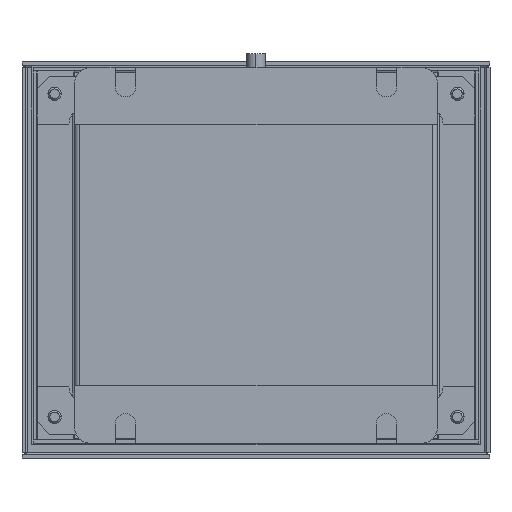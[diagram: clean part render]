
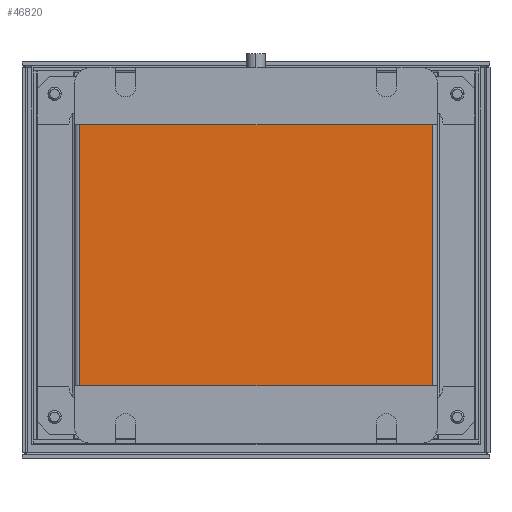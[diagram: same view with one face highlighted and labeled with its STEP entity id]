
A CAD part, front view. The second image highlights one B-rep face of the part: STEP entity #46820.
In plain terms, the highlighted planar face has unit normal (0, -1, 0).
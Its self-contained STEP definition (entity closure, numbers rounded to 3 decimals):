
#534 = LINE ( 'NONE', #38500, #4260 ) ;
#2156 = VECTOR ( 'NONE', #32559, 1000. ) ;
#2601 = VECTOR ( 'NONE', #38582, 1000. ) ;
#4260 = VECTOR ( 'NONE', #38193, 1000. ) ;
#4326 = VERTEX_POINT ( 'NONE', #13473 ) ;
#5500 = VERTEX_POINT ( 'NONE', #48304 ) ;
#5722 = DIRECTION ( 'NONE',  ( -1., 0., 0. ) ) ;
#5784 = EDGE_CURVE ( 'NONE', #19162, #42260, #33019, .T. ) ;
#6655 = CARTESIAN_POINT ( 'NONE',  ( -55.4, -1., -44.5 ) ) ;
#6933 = EDGE_CURVE ( 'NONE', #56927, #4326, #31333, .T. ) ;
#7913 = ORIENTED_EDGE ( 'NONE', *, *, #18868, .T. ) ;
#8977 = VECTOR ( 'NONE', #33951, 1000. ) ;
#9626 = DIRECTION ( 'NONE',  ( 1., 0., 0. ) ) ;
#10160 = EDGE_LOOP ( 'NONE', ( #43678, #46738, #7913, #60433, #35209, #37246, #53924, #43432 ) ) ;
#10397 = LINE ( 'NONE', #29418, #14089 ) ;
#10551 = LINE ( 'NONE', #29559, #50771 ) ;
#12018 = LINE ( 'NONE', #45365, #47728 ) ;
#13469 = CARTESIAN_POINT ( 'NONE',  ( -55.5, -1., 44.5 ) ) ;
#13473 = CARTESIAN_POINT ( 'NONE',  ( 55.4, -1., -44.5 ) ) ;
#13511 = CARTESIAN_POINT ( 'NONE',  ( 57., -1., -44.5 ) ) ;
#14089 = VECTOR ( 'NONE', #5722, 1000. ) ;
#15459 = DIRECTION ( 'NONE',  ( 0., 0., -1. ) ) ;
#16142 = CARTESIAN_POINT ( 'NONE',  ( 55.5, -1., -44.5 ) ) ;
#17493 = EDGE_CURVE ( 'NONE', #19162, #54005, #10551, .T. ) ;
#18868 = EDGE_CURVE ( 'NONE', #5500, #52244, #12018, .T. ) ;
#19162 = VERTEX_POINT ( 'NONE', #13469 ) ;
#24557 = CARTESIAN_POINT ( 'NONE',  ( 57., -1., 0. ) ) ;
#25269 = CARTESIAN_POINT ( 'NONE',  ( 55.4, -1., 44.5 ) ) ;
#25412 = VECTOR ( 'NONE', #35316, 1000. ) ;
#26834 = CARTESIAN_POINT ( 'NONE',  ( -55.4, -1., 44.5 ) ) ;
#29418 = CARTESIAN_POINT ( 'NONE',  ( 57., -1., 44.5 ) ) ;
#29559 = CARTESIAN_POINT ( 'NONE',  ( -55.4, -1., 44.5 ) ) ;
#29968 = AXIS2_PLACEMENT_3D ( 'NONE', #24557, #38247, #15459 ) ;
#31333 = LINE ( 'NONE', #13511, #2156 ) ;
#32559 = DIRECTION ( 'NONE',  ( -1., 0., 0. ) ) ;
#33019 = LINE ( 'NONE', #61230, #2601 ) ;
#33951 = DIRECTION ( 'NONE',  ( -1., 0., 0. ) ) ;
#35209 = ORIENTED_EDGE ( 'NONE', *, *, #17493, .F. ) ;
#35316 = DIRECTION ( 'NONE',  ( -1., 0., 0. ) ) ;
#37246 = ORIENTED_EDGE ( 'NONE', *, *, #5784, .T. ) ;
#37577 = VERTEX_POINT ( 'NONE', #53242 ) ;
#37937 = PLANE ( 'NONE',  #29968 ) ;
#38193 = DIRECTION ( 'NONE',  ( 0., 0., 1. ) ) ;
#38247 = DIRECTION ( 'NONE',  ( 0., -1., 0. ) ) ;
#38500 = CARTESIAN_POINT ( 'NONE',  ( 55.5, -1., -44.5 ) ) ;
#38582 = DIRECTION ( 'NONE',  ( 0., 0., -1. ) ) ;
#42260 = VERTEX_POINT ( 'NONE', #54042 ) ;
#43300 = CARTESIAN_POINT ( 'NONE',  ( 57., -1., -44.5 ) ) ;
#43432 = ORIENTED_EDGE ( 'NONE', *, *, #45421, .F. ) ;
#43678 = ORIENTED_EDGE ( 'NONE', *, *, #6933, .F. ) ;
#43919 = LINE ( 'NONE', #43300, #8977 ) ;
#45365 = CARTESIAN_POINT ( 'NONE',  ( 57., -1., 44.5 ) ) ;
#45421 = EDGE_CURVE ( 'NONE', #4326, #37577, #43919, .T. ) ;
#46738 = ORIENTED_EDGE ( 'NONE', *, *, #57438, .T. ) ;
#46820 = ADVANCED_FACE ( 'NONE', ( #51031 ), #37937, .T. ) ;
#47578 = EDGE_CURVE ( 'NONE', #52244, #54005, #10397, .T. ) ;
#47728 = VECTOR ( 'NONE', #50335, 1000. ) ;
#48304 = CARTESIAN_POINT ( 'NONE',  ( 55.5, -1., 44.5 ) ) ;
#49300 = LINE ( 'NONE', #6655, #25412 ) ;
#50335 = DIRECTION ( 'NONE',  ( -1., 0., 0. ) ) ;
#50771 = VECTOR ( 'NONE', #9626, 1000. ) ;
#51031 = FACE_OUTER_BOUND ( 'NONE', #10160, .T. ) ;
#52244 = VERTEX_POINT ( 'NONE', #25269 ) ;
#53242 = CARTESIAN_POINT ( 'NONE',  ( -55.4, -1., -44.5 ) ) ;
#53924 = ORIENTED_EDGE ( 'NONE', *, *, #58834, .F. ) ;
#54005 = VERTEX_POINT ( 'NONE', #26834 ) ;
#54042 = CARTESIAN_POINT ( 'NONE',  ( -55.5, -1., -44.5 ) ) ;
#56927 = VERTEX_POINT ( 'NONE', #16142 ) ;
#57438 = EDGE_CURVE ( 'NONE', #56927, #5500, #534, .T. ) ;
#58834 = EDGE_CURVE ( 'NONE', #37577, #42260, #49300, .T. ) ;
#60433 = ORIENTED_EDGE ( 'NONE', *, *, #47578, .T. ) ;
#61230 = CARTESIAN_POINT ( 'NONE',  ( -55.5, -1., 44.5 ) ) ;
